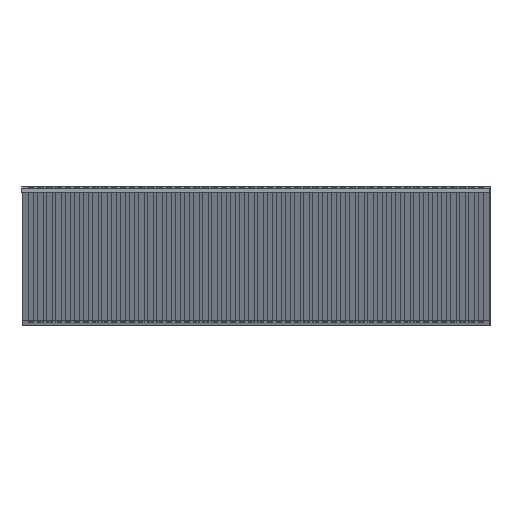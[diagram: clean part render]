
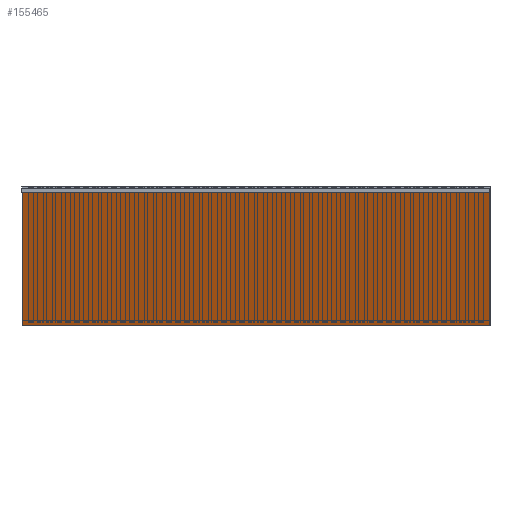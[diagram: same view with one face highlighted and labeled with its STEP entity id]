
A CAD part, left-side view. The second image highlights one B-rep face of the part: STEP entity #155465.
In plain terms, the highlighted planar face has unit normal (-0.915, 0, -0.403).
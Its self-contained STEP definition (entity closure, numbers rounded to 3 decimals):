
#1911=ORIENTED_EDGE('',*,*,#35297,.T.);
#1912=ORIENTED_EDGE('',*,*,#36227,.F.);
#1913=ORIENTED_EDGE('',*,*,#35601,.F.);
#1914=ORIENTED_EDGE('',*,*,#36229,.T.);
#35297=EDGE_CURVE('',#52550,#52549,#63981,.T.);
#35601=EDGE_CURVE('',#52851,#52852,#64285,.T.);
#36227=EDGE_CURVE('',#52852,#52549,#64911,.T.);
#36229=EDGE_CURVE('',#52851,#52550,#64913,.T.);
#52549=VERTEX_POINT('',#196419);
#52550=VERTEX_POINT('',#196421);
#52851=VERTEX_POINT('',#197027);
#52852=VERTEX_POINT('',#197029);
#63981=LINE('',#196420,#81233);
#64285=LINE('',#197028,#81537);
#64911=LINE('',#198228,#82163);
#64913=LINE('',#198233,#82165);
#81233=VECTOR('',#167362,1000.);
#81537=VECTOR('',#167670,1000.);
#82163=VECTOR('',#168518,1000.);
#82165=VECTOR('',#168526,1000.);
#98242=EDGE_LOOP('',(#1911,#1912,#1913,#1914));
#103964=FACE_BOUND('',#98242,.T.);
#109686=PLANE('',#161194);
#155465=ADVANCED_FACE('',(#103964),#109686,.F.);
#161194=AXIS2_PLACEMENT_3D('',#198232,#168524,#168525);
#167362=DIRECTION('',(-0.403,0.,0.915));
#167670=DIRECTION('',(-0.403,0.,0.915));
#168518=DIRECTION('',(0.,-1.,0.));
#168524=DIRECTION('',(0.915,0.,0.403));
#168525=DIRECTION('',(0.403,0.,-0.915));
#168526=DIRECTION('',(0.,-1.,0.));
#196419=CARTESIAN_POINT('',(35.04,0.,-0.167));
#196420=CARTESIAN_POINT('',(35.04,0.,-0.167));
#196421=CARTESIAN_POINT('',(38.3,0.,-7.575));
#197027=CARTESIAN_POINT('',(38.3,25.5,-7.575));
#197028=CARTESIAN_POINT('',(35.04,25.5,-0.167));
#197029=CARTESIAN_POINT('',(35.04,25.5,-0.167));
#198228=CARTESIAN_POINT('',(35.04,25.5,-0.167));
#198232=CARTESIAN_POINT('',(35.04,25.5,-0.167));
#198233=CARTESIAN_POINT('',(38.3,25.5,-7.575));
